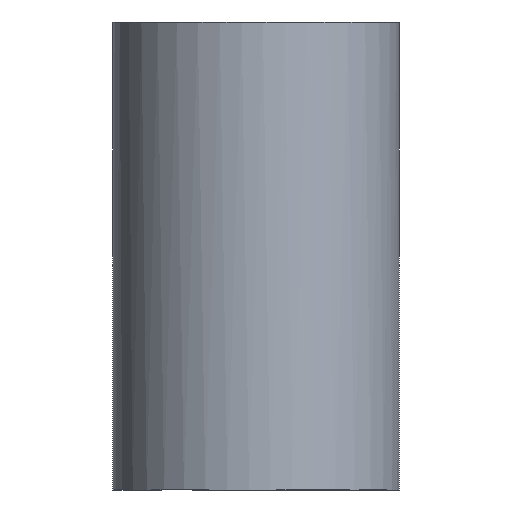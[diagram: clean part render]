
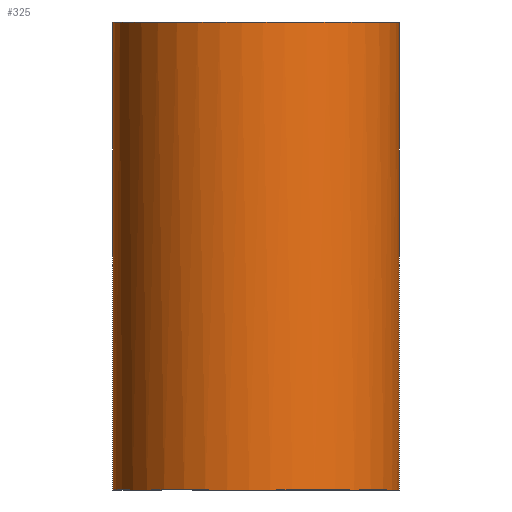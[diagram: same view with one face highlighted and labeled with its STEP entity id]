
A CAD part, front view. The second image highlights one B-rep face of the part: STEP entity #325.
In plain terms, the highlighted free-form (B-spline) face has degree [2, 1] with [5, 2] control points.
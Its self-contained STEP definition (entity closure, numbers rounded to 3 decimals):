
#325 = ADVANCED_FACE('',(#326),#362,.T.);
#326 = FACE_BOUND('',#327,.T.);
#327 = EDGE_LOOP('',(#328,#340,#347,#357));
#328 = ORIENTED_EDGE('',*,*,#329,.T.);
#329 = EDGE_CURVE('',#330,#332,#334,.T.);
#330 = VERTEX_POINT('',#331);
#331 = CARTESIAN_POINT('',(45.411,-45.411,
    -74.277));
#332 = VERTEX_POINT('',#333);
#333 = CARTESIAN_POINT('',(-45.411,-45.411,
    -74.277));
#334 = ( BOUNDED_CURVE() B_SPLINE_CURVE(2,(#335,#336,#337,#338,#339),
.UNSPECIFIED.,.F.,.F.) B_SPLINE_CURVE_WITH_KNOTS((3,2,3),(0.,
1.571,3.142),.PIECEWISE_BEZIER_KNOTS.) CURVE() 
GEOMETRIC_REPRESENTATION_ITEM() RATIONAL_B_SPLINE_CURVE((1.,
0.707,1.,0.707,1.)) REPRESENTATION_ITEM('') );
#335 = CARTESIAN_POINT('',(45.411,-45.411,
    -74.277));
#336 = CARTESIAN_POINT('',(45.411,-90.821,
    -74.277));
#337 = CARTESIAN_POINT('',(0.,-90.821,
    -74.277));
#338 = CARTESIAN_POINT('',(-45.411,-90.821,
    -74.277));
#339 = CARTESIAN_POINT('',(-45.411,-45.411,
    -74.277));
#340 = ORIENTED_EDGE('',*,*,#341,.T.);
#341 = EDGE_CURVE('',#332,#342,#344,.T.);
#342 = VERTEX_POINT('',#343);
#343 = CARTESIAN_POINT('',(-45.411,-45.411,
    74.277));
#344 = B_SPLINE_CURVE_WITH_KNOTS('',1,(#345,#346),.UNSPECIFIED.,.F.,.F.,
  (2,2),(0.,127.),.PIECEWISE_BEZIER_KNOTS.);
#345 = CARTESIAN_POINT('',(-45.411,-45.411,
    -74.277));
#346 = CARTESIAN_POINT('',(-45.411,-45.411,
    74.277));
#347 = ORIENTED_EDGE('',*,*,#348,.T.);
#348 = EDGE_CURVE('',#342,#349,#351,.T.);
#349 = VERTEX_POINT('',#350);
#350 = CARTESIAN_POINT('',(45.411,-45.411,
    74.277));
#351 = ( BOUNDED_CURVE() B_SPLINE_CURVE(2,(#352,#353,#354,#355,#356),
.UNSPECIFIED.,.F.,.F.) B_SPLINE_CURVE_WITH_KNOTS((3,2,3),(0.,
1.571,3.142),.PIECEWISE_BEZIER_KNOTS.) CURVE() 
GEOMETRIC_REPRESENTATION_ITEM() RATIONAL_B_SPLINE_CURVE((1.,
0.707,1.,0.707,1.)) REPRESENTATION_ITEM('') );
#352 = CARTESIAN_POINT('',(-45.411,-45.411,
    74.277));
#353 = CARTESIAN_POINT('',(-45.411,-90.821,
    74.277));
#354 = CARTESIAN_POINT('',(0.,-90.821,
    74.277));
#355 = CARTESIAN_POINT('',(45.411,-90.821,
    74.277));
#356 = CARTESIAN_POINT('',(45.411,-45.411,
    74.277));
#357 = ORIENTED_EDGE('',*,*,#358,.T.);
#358 = EDGE_CURVE('',#349,#330,#359,.T.);
#359 = B_SPLINE_CURVE_WITH_KNOTS('',1,(#360,#361),.UNSPECIFIED.,.F.,.F.,
  (2,2),(0.,127.),.PIECEWISE_BEZIER_KNOTS.);
#360 = CARTESIAN_POINT('',(45.411,-45.411,
    74.277));
#361 = CARTESIAN_POINT('',(45.411,-45.411,
    -74.277));
#362 = ( BOUNDED_SURFACE() B_SPLINE_SURFACE(2,1,(
    (#363,#364)
    ,(#365,#366)
    ,(#367,#368)
    ,(#369,#370)
,(#371,#372
    )),.UNSPECIFIED.,.F.,.F.,.F.) B_SPLINE_SURFACE_WITH_KNOTS((3,2,3),(2
    ,2),(0.063,1.634,3.204),(2.54
,129.54),.PIECEWISE_BEZIER_KNOTS.) GEOMETRIC_REPRESENTATION_ITEM() 
RATIONAL_B_SPLINE_SURFACE((
    (1.,1.)
    ,(0.707,0.707)
    ,(1.,1.)
    ,(0.707,0.707)
,(1.,1.))) REPRESENTATION_ITEM('') SURFACE() );
#363 = CARTESIAN_POINT('',(45.411,-45.411,
    -74.277));
#364 = CARTESIAN_POINT('',(45.411,-45.411,
    74.277));
#365 = CARTESIAN_POINT('',(45.411,-90.821,
    -74.277));
#366 = CARTESIAN_POINT('',(45.411,-90.821,
    74.277));
#367 = CARTESIAN_POINT('',(0.,-90.821,
    -74.277));
#368 = CARTESIAN_POINT('',(0.,-90.821,
    74.277));
#369 = CARTESIAN_POINT('',(-45.411,-90.821,
    -74.277));
#370 = CARTESIAN_POINT('',(-45.411,-90.821,
    74.277));
#371 = CARTESIAN_POINT('',(-45.411,-45.411,
    -74.277));
#372 = CARTESIAN_POINT('',(-45.411,-45.411,
    74.277));
